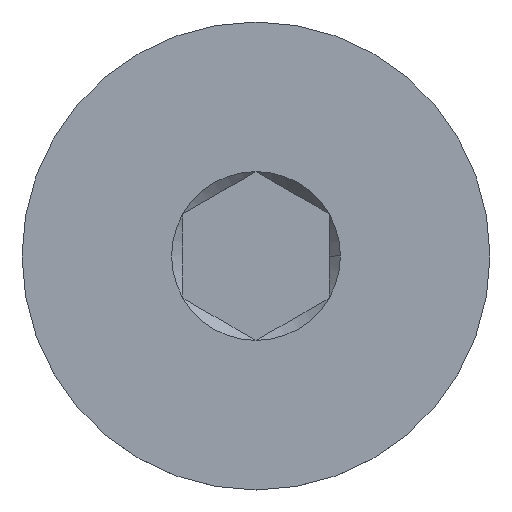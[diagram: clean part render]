
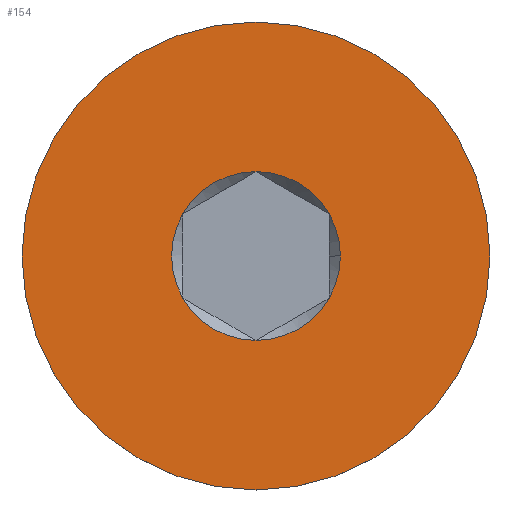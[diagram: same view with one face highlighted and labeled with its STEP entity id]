
A CAD part, top view. The second image highlights one B-rep face of the part: STEP entity #154.
In plain terms, the highlighted planar face has unit normal (0, 0, 1).
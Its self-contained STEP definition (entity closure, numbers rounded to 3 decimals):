
#11 = CARTESIAN_POINT ( 'NONE',  ( 0., -2.887, 0. ) ) ;
#17 = EDGE_CURVE ( 'NONE', #181, #116, #42, .T. ) ;
#23 = DIRECTION ( 'NONE',  ( 0., -1., 0. ) ) ;
#25 = VERTEX_POINT ( 'NONE', #345 ) ;
#36 = CARTESIAN_POINT ( 'NONE',  ( 0., -8., 0. ) ) ;
#42 = CIRCLE ( 'NONE', #575, 2.887 ) ;
#43 = CIRCLE ( 'NONE', #231, 2.887 ) ;
#47 = CARTESIAN_POINT ( 'NONE',  ( 0., 0., 0. ) ) ;
#54 = CARTESIAN_POINT ( 'NONE',  ( 2.5, -1.443, 0. ) ) ;
#56 = DIRECTION ( 'NONE',  ( 0., 0., 1. ) ) ;
#58 = ORIENTED_EDGE ( 'NONE', *, *, #653, .F. ) ;
#68 = VERTEX_POINT ( 'NONE', #592 ) ;
#69 = FACE_BOUND ( 'NONE', #600, .T. ) ;
#71 = VERTEX_POINT ( 'NONE', #175 ) ;
#75 = DIRECTION ( 'NONE',  ( 1., 0., 0. ) ) ;
#77 = CIRCLE ( 'NONE', #683, 2.887 ) ;
#84 = EDGE_CURVE ( 'NONE', #315, #181, #208, .T. ) ;
#100 = EDGE_CURVE ( 'NONE', #659, #108, #387, .T. ) ;
#108 = VERTEX_POINT ( 'NONE', #581 ) ;
#116 = VERTEX_POINT ( 'NONE', #11 ) ;
#120 = AXIS2_PLACEMENT_3D ( 'NONE', #47, #752, #567 ) ;
#125 = ORIENTED_EDGE ( 'NONE', *, *, #470, .F. ) ;
#130 = CARTESIAN_POINT ( 'NONE',  ( 0., 0., 0. ) ) ;
#149 = CARTESIAN_POINT ( 'NONE',  ( -2.5, 1.443, 0. ) ) ;
#154 = ADVANCED_FACE ( 'NONE', ( #69, #469 ), #715, .T. ) ;
#157 = DIRECTION ( 'NONE',  ( 0., 0., 1. ) ) ;
#167 = ORIENTED_EDGE ( 'NONE', *, *, #84, .F. ) ;
#175 = CARTESIAN_POINT ( 'NONE',  ( 0., 2.887, 0. ) ) ;
#178 = DIRECTION ( 'NONE',  ( 0., 0., 1. ) ) ;
#181 = VERTEX_POINT ( 'NONE', #242 ) ;
#205 = DIRECTION ( 'NONE',  ( 1., 0., 0. ) ) ;
#208 = CIRCLE ( 'NONE', #623, 2.887 ) ;
#229 = CARTESIAN_POINT ( 'NONE',  ( 0., 0., 0. ) ) ;
#231 = AXIS2_PLACEMENT_3D ( 'NONE', #530, #629, #624 ) ;
#237 = EDGE_CURVE ( 'NONE', #108, #659, #284, .T. ) ;
#242 = CARTESIAN_POINT ( 'NONE',  ( -2.5, -1.443, 0. ) ) ;
#247 = AXIS2_PLACEMENT_3D ( 'NONE', #130, #409, #23 ) ;
#250 = EDGE_CURVE ( 'NONE', #68, #25, #77, .T. ) ;
#268 = CARTESIAN_POINT ( 'NONE',  ( 0., 0., 0. ) ) ;
#279 = ORIENTED_EDGE ( 'NONE', *, *, #237, .T. ) ;
#282 = DIRECTION ( 'NONE',  ( 1., 0., 0. ) ) ;
#284 = CIRCLE ( 'NONE', #745, 8. ) ;
#315 = VERTEX_POINT ( 'NONE', #149 ) ;
#329 = DIRECTION ( 'NONE',  ( 1., 0., 0. ) ) ;
#340 = EDGE_LOOP ( 'NONE', ( #542, #279 ) ) ;
#345 = CARTESIAN_POINT ( 'NONE',  ( 2.5, 1.443, 0. ) ) ;
#366 = DIRECTION ( 'NONE',  ( 0., 0., 1. ) ) ;
#372 = AXIS2_PLACEMENT_3D ( 'NONE', #439, #157, #329 ) ;
#387 = CIRCLE ( 'NONE', #247, 8. ) ;
#408 = EDGE_CURVE ( 'NONE', #116, #477, #43, .T. ) ;
#409 = DIRECTION ( 'NONE',  ( 0., 0., 1. ) ) ;
#413 = DIRECTION ( 'NONE',  ( 0., -1., 0. ) ) ;
#425 = CARTESIAN_POINT ( 'NONE',  ( 0., -4., 0. ) ) ;
#427 = CARTESIAN_POINT ( 'NONE',  ( 0., 0., 0. ) ) ;
#439 = CARTESIAN_POINT ( 'NONE',  ( 0., 0., 0. ) ) ;
#441 = CARTESIAN_POINT ( 'NONE',  ( 0., 0., 0. ) ) ;
#453 = ORIENTED_EDGE ( 'NONE', *, *, #544, .F. ) ;
#469 = FACE_OUTER_BOUND ( 'NONE', #340, .T. ) ;
#470 = EDGE_CURVE ( 'NONE', #25, #71, #680, .T. ) ;
#477 = VERTEX_POINT ( 'NONE', #54 ) ;
#482 = CARTESIAN_POINT ( 'NONE',  ( 0., 0., 0. ) ) ;
#495 = DIRECTION ( 'NONE',  ( 0., -1., 0. ) ) ;
#515 = CIRCLE ( 'NONE', #372, 2.887 ) ;
#530 = CARTESIAN_POINT ( 'NONE',  ( 0., 0., 0. ) ) ;
#542 = ORIENTED_EDGE ( 'NONE', *, *, #100, .T. ) ;
#543 = DIRECTION ( 'NONE',  ( 0., 0., 1. ) ) ;
#544 = EDGE_CURVE ( 'NONE', #477, #68, #718, .T. ) ;
#567 = DIRECTION ( 'NONE',  ( 1., 0., 0. ) ) ;
#575 = AXIS2_PLACEMENT_3D ( 'NONE', #229, #56, #282 ) ;
#578 = ORIENTED_EDGE ( 'NONE', *, *, #250, .F. ) ;
#581 = CARTESIAN_POINT ( 'NONE',  ( 0., 8., 0. ) ) ;
#592 = CARTESIAN_POINT ( 'NONE',  ( 2.887, 0., 0. ) ) ;
#598 = DIRECTION ( 'NONE',  ( 1., 0., 0. ) ) ;
#600 = EDGE_LOOP ( 'NONE', ( #708, #703, #167, #58, #125, #578, #453 ) ) ;
#604 = DIRECTION ( 'NONE',  ( 0., 0., 1. ) ) ;
#623 = AXIS2_PLACEMENT_3D ( 'NONE', #482, #366, #75 ) ;
#624 = DIRECTION ( 'NONE',  ( 1., 0., 0. ) ) ;
#629 = DIRECTION ( 'NONE',  ( 0., 0., 1. ) ) ;
#638 = AXIS2_PLACEMENT_3D ( 'NONE', #427, #716, #598 ) ;
#653 = EDGE_CURVE ( 'NONE', #71, #315, #515, .T. ) ;
#659 = VERTEX_POINT ( 'NONE', #36 ) ;
#680 = CIRCLE ( 'NONE', #120, 2.887 ) ;
#683 = AXIS2_PLACEMENT_3D ( 'NONE', #268, #604, #205 ) ;
#703 = ORIENTED_EDGE ( 'NONE', *, *, #17, .F. ) ;
#704 = AXIS2_PLACEMENT_3D ( 'NONE', #425, #178, #413 ) ;
#708 = ORIENTED_EDGE ( 'NONE', *, *, #408, .F. ) ;
#715 = PLANE ( 'NONE',  #704 ) ;
#716 = DIRECTION ( 'NONE',  ( 0., 0., 1. ) ) ;
#718 = CIRCLE ( 'NONE', #638, 2.887 ) ;
#745 = AXIS2_PLACEMENT_3D ( 'NONE', #441, #543, #495 ) ;
#752 = DIRECTION ( 'NONE',  ( 0., 0., 1. ) ) ;
